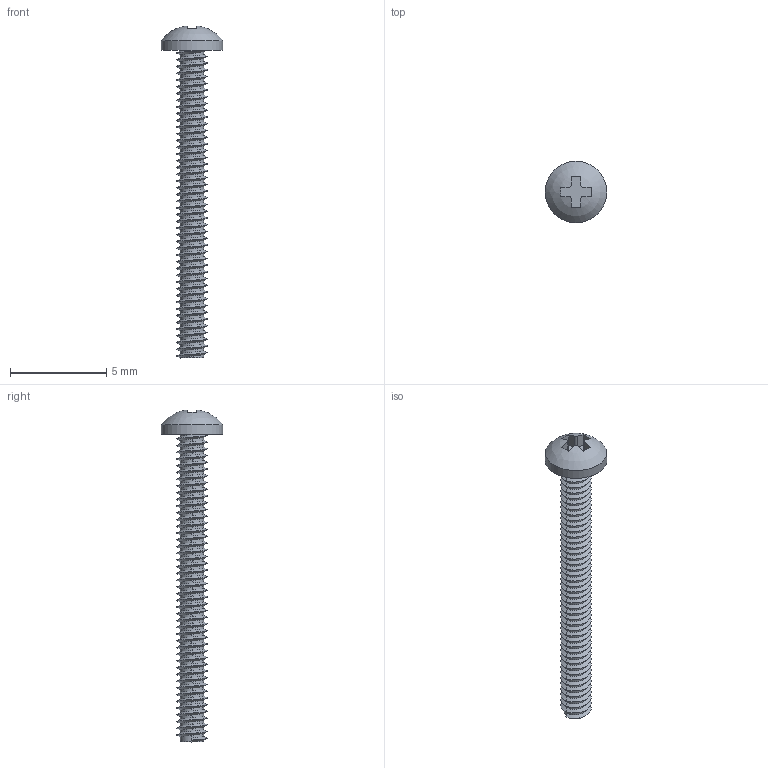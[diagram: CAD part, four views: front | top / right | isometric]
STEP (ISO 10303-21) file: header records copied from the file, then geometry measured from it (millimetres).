
FILE_DESCRIPTION(('FreeCAD Model'),'2;1');
FILE_NAME('Open CASCADE Shape Model','2025-10-31T10:00:08',('FreeCAD'),( 'FreeCAD'),'Open CASCADE STEP processor 7.7','FreeCAD','Unknown');
FILE_SCHEMA(('AUTOMOTIVE_DESIGN { 1 0 10303 214 1 1 1 1 }'));
Length unit declared in the file: millimetre
Products named in the file (1): Open CASCADE STEP translator 7.7 1
Bounding box: 3.2 x 3.2 x 17.26 mm (x, y, z)
Volume: 28.8 mm3; surface area: 135.6 mm2
Topology: 1 solids, 1 shells, 161 faces, 335 edges, 177 vertices
Faces by surface type: bspline 92, cylinder 52, plane 16, sphere 1
Full cylindrical faces by diameter (mm): 1.221 x46, 3.2 x1
Entity records: 6446 total; most frequent: CARTESIAN_POINT 3838, ORIENTED_EDGE 670, EDGE_CURVE 335, DIRECTION 262, B_SPLINE_CURVE_WITH_KNOTS 236, VERTEX_POINT 177, FACE_BOUND 162, EDGE_LOOP 162
